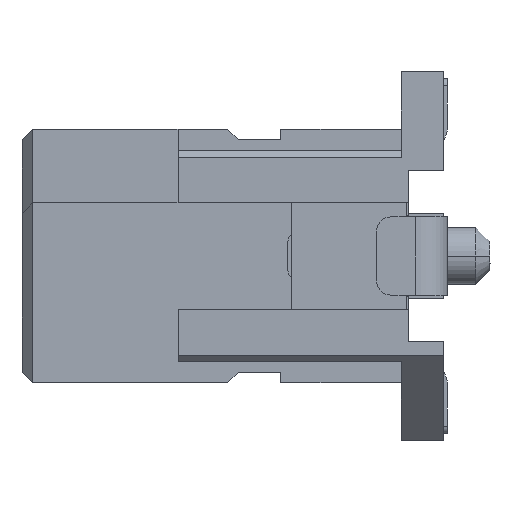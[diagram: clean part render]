
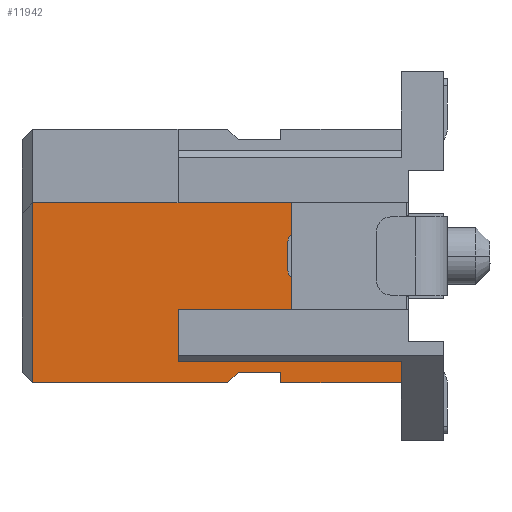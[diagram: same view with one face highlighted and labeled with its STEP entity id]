
A CAD part, left-side view. The second image highlights one B-rep face of the part: STEP entity #11942.
In plain terms, the highlighted planar face has unit normal (-1, 0, 0).
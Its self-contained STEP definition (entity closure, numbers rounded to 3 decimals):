
#3444=CARTESIAN_POINT('',(1.55,1.25,-4.39));
#3445=VERTEX_POINT('',#3444);
#3452=CARTESIAN_POINT('',(1.55,2.95,-4.39));
#3453=VERTEX_POINT('',#3452);
#3454=CARTESIAN_POINT('',(1.55,2.95,-4.39));
#3455=DIRECTION('',(0.,-1.,0.));
#3456=VECTOR('',#3455,1.7);
#3457=LINE('',#3454,#3456);
#3458=EDGE_CURVE('',#3453,#3445,#3457,.T.);
#11782=CARTESIAN_POINT('',(1.55,3.8,-2.87));
#11783=DIRECTION('',(0.,0.,-1.));
#11784=DIRECTION('',(-1.,-0.,-0.));
#11785=AXIS2_PLACEMENT_3D('',#11782,#11784,#11783);
#11786=PLANE('',#11785);
#11787=CARTESIAN_POINT('',(1.55,4.15,-1.6));
#11788=VERTEX_POINT('',#11787);
#11789=CARTESIAN_POINT('',(1.55,4.4,-1.35));
#11790=VERTEX_POINT('',#11789);
#11791=CARTESIAN_POINT('',(1.55,4.15,-1.6));
#11792=DIRECTION('',(0.,0.707,0.707));
#11793=VECTOR('',#11792,0.354);
#11794=LINE('',#11791,#11793);
#11795=EDGE_CURVE('',#11788,#11790,#11794,.T.);
#11796=ORIENTED_EDGE('',*,*,#11795,.T.);
#11797=CARTESIAN_POINT('',(1.55,4.4,-1.85));
#11798=VERTEX_POINT('',#11797);
#11799=CARTESIAN_POINT('',(1.55,4.4,-1.35));
#11800=DIRECTION('',(0.,0.,-1.));
#11801=VECTOR('',#11800,0.5);
#11802=LINE('',#11799,#11801);
#11803=EDGE_CURVE('',#11790,#11798,#11802,.T.);
#11804=ORIENTED_EDGE('',*,*,#11803,.T.);
#11805=CARTESIAN_POINT('',(1.55,6.45,-1.85));
#11806=VERTEX_POINT('',#11805);
#11807=CARTESIAN_POINT('',(1.55,4.4,-1.85));
#11808=DIRECTION('',(0.,1.,0.));
#11809=VECTOR('',#11808,2.05);
#11810=LINE('',#11807,#11809);
#11811=EDGE_CURVE('',#11798,#11806,#11810,.T.);
#11812=ORIENTED_EDGE('',*,*,#11811,.T.);
#11813=CARTESIAN_POINT('',(1.55,6.45,-4.39));
#11814=VERTEX_POINT('',#11813);
#11815=CARTESIAN_POINT('',(1.55,6.45,-1.85));
#11816=DIRECTION('',(0.,0.,-1.));
#11817=VECTOR('',#11816,2.54);
#11818=LINE('',#11815,#11817);
#11819=EDGE_CURVE('',#11806,#11814,#11818,.T.);
#11820=ORIENTED_EDGE('',*,*,#11819,.T.);
#11821=CARTESIAN_POINT('',(1.55,3.7,-4.39));
#11822=VERTEX_POINT('',#11821);
#11823=CARTESIAN_POINT('',(1.55,6.45,-4.39));
#11824=DIRECTION('',(0.,-1.,0.));
#11825=VECTOR('',#11824,2.75);
#11826=LINE('',#11823,#11825);
#11827=EDGE_CURVE('',#11814,#11822,#11826,.T.);
#11828=ORIENTED_EDGE('',*,*,#11827,.T.);
#11829=CARTESIAN_POINT('',(1.55,3.55,-4.24));
#11830=VERTEX_POINT('',#11829);
#11831=CARTESIAN_POINT('',(1.55,3.7,-4.39));
#11832=DIRECTION('',(0.,-0.707,0.707));
#11833=VECTOR('',#11832,0.212);
#11834=LINE('',#11831,#11833);
#11835=EDGE_CURVE('',#11822,#11830,#11834,.T.);
#11836=ORIENTED_EDGE('',*,*,#11835,.T.);
#11837=CARTESIAN_POINT('',(1.55,2.95,-4.24));
#11838=VERTEX_POINT('',#11837);
#11839=CARTESIAN_POINT('',(1.55,3.55,-4.24));
#11840=DIRECTION('',(0.,-1.,0.));
#11841=VECTOR('',#11840,0.6);
#11842=LINE('',#11839,#11841);
#11843=EDGE_CURVE('',#11830,#11838,#11842,.T.);
#11844=ORIENTED_EDGE('',*,*,#11843,.T.);
#11845=CARTESIAN_POINT('',(1.55,2.95,-4.24));
#11846=DIRECTION('',(0.,0.,-1.));
#11847=VECTOR('',#11846,0.15);
#11848=LINE('',#11845,#11847);
#11849=EDGE_CURVE('',#11838,#3453,#11848,.T.);
#11850=ORIENTED_EDGE('',*,*,#11849,.T.);
#11851=ORIENTED_EDGE('',*,*,#3458,.T.);
#11852=CARTESIAN_POINT('',(1.55,1.25,-4.09));
#11853=VERTEX_POINT('',#11852);
#11854=CARTESIAN_POINT('',(1.55,1.25,-4.09));
#11855=DIRECTION('',(0.,0.,-1.));
#11856=VECTOR('',#11855,0.3);
#11857=LINE('',#11854,#11856);
#11858=EDGE_CURVE('',#11853,#3445,#11857,.T.);
#11859=ORIENTED_EDGE('',*,*,#11858,.F.);
#11860=CARTESIAN_POINT('',(1.55,4.4,-4.09));
#11861=VERTEX_POINT('',#11860);
#11862=CARTESIAN_POINT('',(1.55,4.4,-4.09));
#11863=DIRECTION('',(0.,-1.,0.));
#11864=VECTOR('',#11863,3.15);
#11865=LINE('',#11862,#11864);
#11866=EDGE_CURVE('',#11861,#11853,#11865,.T.);
#11867=ORIENTED_EDGE('',*,*,#11866,.F.);
#11868=CARTESIAN_POINT('',(1.55,4.4,-3.85));
#11869=VERTEX_POINT('',#11868);
#11870=CARTESIAN_POINT('',(1.55,4.4,-3.85));
#11871=DIRECTION('',(0.,0.,-1.));
#11872=VECTOR('',#11871,0.24);
#11873=LINE('',#11870,#11872);
#11874=EDGE_CURVE('',#11869,#11861,#11873,.T.);
#11875=ORIENTED_EDGE('',*,*,#11874,.F.);
#11876=CARTESIAN_POINT('',(1.55,4.15,-3.6));
#11877=VERTEX_POINT('',#11876);
#11878=CARTESIAN_POINT('',(1.55,4.4,-3.85));
#11879=DIRECTION('',(0.,-0.707,0.707));
#11880=VECTOR('',#11879,0.354);
#11881=LINE('',#11878,#11880);
#11882=EDGE_CURVE('',#11869,#11877,#11881,.T.);
#11883=ORIENTED_EDGE('',*,*,#11882,.T.);
#11884=CARTESIAN_POINT('',(1.55,2.8,-3.6));
#11885=VERTEX_POINT('',#11884);
#11886=CARTESIAN_POINT('',(1.55,4.15,-3.6));
#11887=DIRECTION('',(0.,-1.,0.));
#11888=VECTOR('',#11887,1.35);
#11889=LINE('',#11886,#11888);
#11890=EDGE_CURVE('',#11877,#11885,#11889,.T.);
#11891=ORIENTED_EDGE('',*,*,#11890,.T.);
#11892=CARTESIAN_POINT('',(1.55,2.8,-2.893));
#11893=VERTEX_POINT('',#11892);
#11894=CARTESIAN_POINT('',(1.55,2.8,-3.6));
#11895=DIRECTION('',(0.,0.,1.));
#11896=VECTOR('',#11895,0.707);
#11897=LINE('',#11894,#11896);
#11898=EDGE_CURVE('',#11885,#11893,#11897,.T.);
#11899=ORIENTED_EDGE('',*,*,#11898,.T.);
#11900=CARTESIAN_POINT('',(1.55,2.85,-2.806));
#11901=VERTEX_POINT('',#11900);
#11902=CARTESIAN_POINT('',(1.55,2.75,-2.806));
#11903=DIRECTION('',(0.,0.5,-0.866));
#11904=DIRECTION('',(1.,0.,0.));
#11905=AXIS2_PLACEMENT_3D('',#11902,#11904,#11903);
#11906=CIRCLE('',#11905,0.1);
#11907=EDGE_CURVE('',#11893,#11901,#11906,.T.);
#11908=ORIENTED_EDGE('',*,*,#11907,.T.);
#11909=CARTESIAN_POINT('',(1.55,2.85,-2.394));
#11910=VERTEX_POINT('',#11909);
#11911=CARTESIAN_POINT('',(1.55,2.85,-2.394));
#11912=DIRECTION('',(0.,0.,-1.));
#11913=VECTOR('',#11912,0.413);
#11914=LINE('',#11911,#11913);
#11915=EDGE_CURVE('',#11910,#11901,#11914,.T.);
#11916=ORIENTED_EDGE('',*,*,#11915,.F.);
#11917=CARTESIAN_POINT('',(1.55,2.8,-2.307));
#11918=VERTEX_POINT('',#11917);
#11919=CARTESIAN_POINT('',(1.55,2.75,-2.394));
#11920=DIRECTION('',(0.,0.5,0.866));
#11921=DIRECTION('',(-1.,0.,0.));
#11922=AXIS2_PLACEMENT_3D('',#11919,#11921,#11920);
#11923=CIRCLE('',#11922,0.1);
#11924=EDGE_CURVE('',#11918,#11910,#11923,.T.);
#11925=ORIENTED_EDGE('',*,*,#11924,.F.);
#11926=CARTESIAN_POINT('',(1.55,2.8,-1.6));
#11927=VERTEX_POINT('',#11926);
#11928=CARTESIAN_POINT('',(1.55,2.8,-1.6));
#11929=DIRECTION('',(0.,0.,-1.));
#11930=VECTOR('',#11929,0.707);
#11931=LINE('',#11928,#11930);
#11932=EDGE_CURVE('',#11927,#11918,#11931,.T.);
#11933=ORIENTED_EDGE('',*,*,#11932,.F.);
#11934=CARTESIAN_POINT('',(1.55,2.8,-1.6));
#11935=DIRECTION('',(0.,1.,0.));
#11936=VECTOR('',#11935,1.35);
#11937=LINE('',#11934,#11936);
#11938=EDGE_CURVE('',#11927,#11788,#11937,.T.);
#11939=ORIENTED_EDGE('',*,*,#11938,.T.);
#11940=EDGE_LOOP('',(#11796,#11804,#11812,#11820,#11828,#11836,#11844,#11850,#11851,#11859,#11867,#11875,#11883,#11891,#11899,#11908,#11916,#11925,#11933,#11939));
#11941=FACE_OUTER_BOUND('',#11940,.T.);
#11942=ADVANCED_FACE('',(#11941),#11786,.T.);
